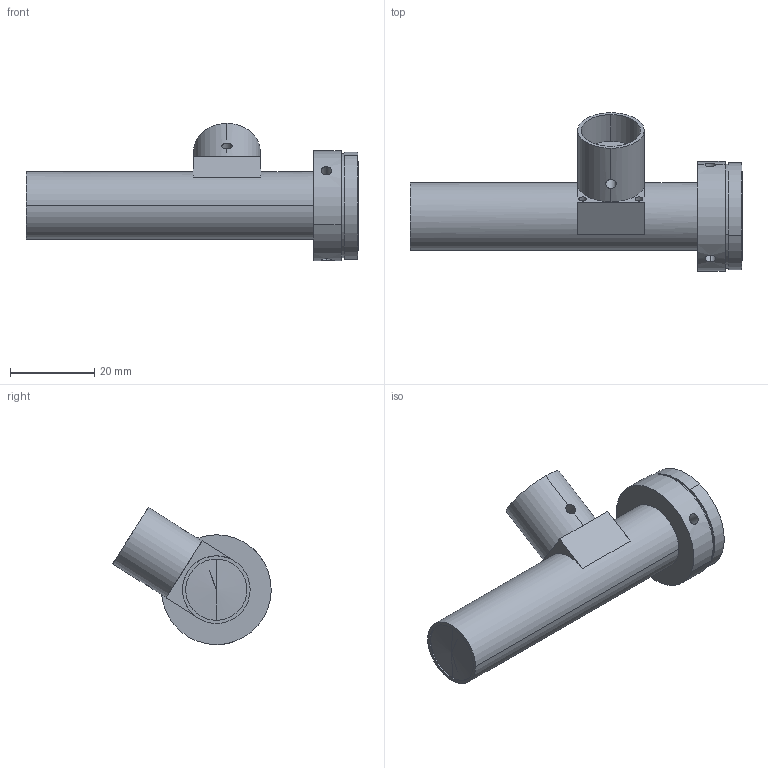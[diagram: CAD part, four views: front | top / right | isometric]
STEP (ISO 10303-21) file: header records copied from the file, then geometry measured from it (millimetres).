
FILE_DESCRIPTION (( 'STEP AP203' ), '1' );
FILE_NAME ('WWL15-65CT.STEP', '2019-07-10T02:40:13', ( '' ), ( '' ), 'SwSTEP 2.0', 'SolidWorks 2017', '' );
FILE_SCHEMA (( 'CONFIG_CONTROL_DESIGN' ));
Length unit declared in the file: millimetre
Products named in the file (1): WWL15-65CT
Bounding box: 78.59 x 37.52 x 32.48 mm (x, y, z)
Volume: 20096.5 mm3; surface area: 7273.1 mm2
Topology: 1 solids, 1 shells, 83 faces, 192 edges, 124 vertices
Faces by surface type: cylinder 52, plane 17, cone 14
Entity records: 2923 total; most frequent: CARTESIAN_POINT 976, DIRECTION 388, ORIENTED_EDGE 376, EDGE_CURVE 188, AXIS2_PLACEMENT_3D 160, VERTEX_POINT 124, EDGE_LOOP 104, FACE_OUTER_BOUND 83
